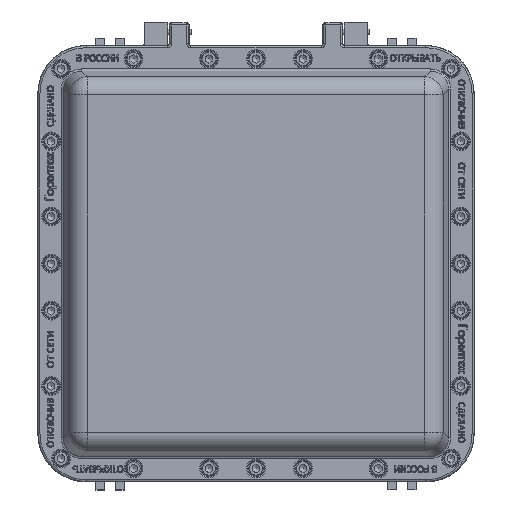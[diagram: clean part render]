
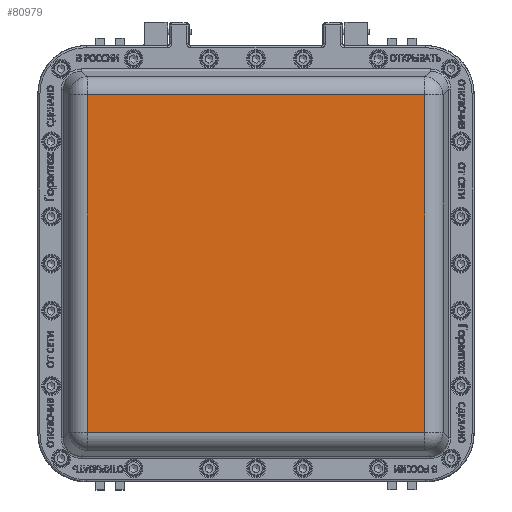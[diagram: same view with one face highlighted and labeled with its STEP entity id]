
A CAD part, top view. The second image highlights one B-rep face of the part: STEP entity #80979.
In plain terms, the highlighted planar face has unit normal (0, 0, 1).
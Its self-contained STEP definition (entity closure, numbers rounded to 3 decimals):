
#80805=CARTESIAN_POINT('',(-179.362,-179.362,58.));
#80806=VERTEX_POINT('',#80805);
#80830=CARTESIAN_POINT('',(-179.362,179.362,58.));
#80831=VERTEX_POINT('',#80830);
#80841=CARTESIAN_POINT('',(-179.362,-179.362,58.));
#80842=DIRECTION('',(0.0,1.0,0.0));
#80843=VECTOR('',#80842,358.725);
#80844=LINE('',#80841,#80843);
#80845=EDGE_CURVE('',#80806,#80831,#80844,.T.);
#80872=CARTESIAN_POINT('',(179.362,179.362,58.));
#80873=VERTEX_POINT('',#80872);
#80883=CARTESIAN_POINT('',(-179.362,179.362,58.));
#80884=DIRECTION('',(1.0,0.0,0.0));
#80885=VECTOR('',#80884,358.725);
#80886=LINE('',#80883,#80885);
#80887=EDGE_CURVE('',#80831,#80873,#80886,.T.);
#80914=CARTESIAN_POINT('',(179.362,-179.362,58.));
#80915=VERTEX_POINT('',#80914);
#80925=CARTESIAN_POINT('',(179.362,179.362,58.));
#80926=DIRECTION('',(0.0,-1.0,0.0));
#80927=VECTOR('',#80926,358.725);
#80928=LINE('',#80925,#80927);
#80929=EDGE_CURVE('',#80873,#80915,#80928,.T.);
#80959=CARTESIAN_POINT('',(179.362,-179.362,58.));
#80960=DIRECTION('',(-1.0,0.0,0.0));
#80961=VECTOR('',#80960,358.725);
#80962=LINE('',#80959,#80961);
#80963=EDGE_CURVE('',#80915,#80806,#80962,.T.);
#80968=CARTESIAN_POINT('',(0.,0.,58.));
#80969=DIRECTION('',(0.0,0.0,-1.0));
#80970=DIRECTION('',(1.0,0.0,0.0));
#80971=AXIS2_PLACEMENT_3D('',#80968,#80969,#80970);
#80972=PLANE('',#80971);
#80973=ORIENTED_EDGE('',*,*,#80887,.F.);
#80974=ORIENTED_EDGE('',*,*,#80845,.F.);
#80975=ORIENTED_EDGE('',*,*,#80963,.F.);
#80976=ORIENTED_EDGE('',*,*,#80929,.F.);
#80977=EDGE_LOOP('',(#80973,#80974,#80975,#80976));
#80978=FACE_OUTER_BOUND('',#80977,.T.);
#80979=ADVANCED_FACE('',(#80978),#80972,.F.);
